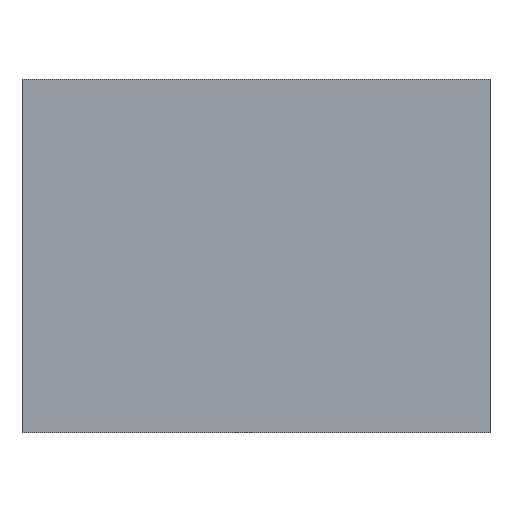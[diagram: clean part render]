
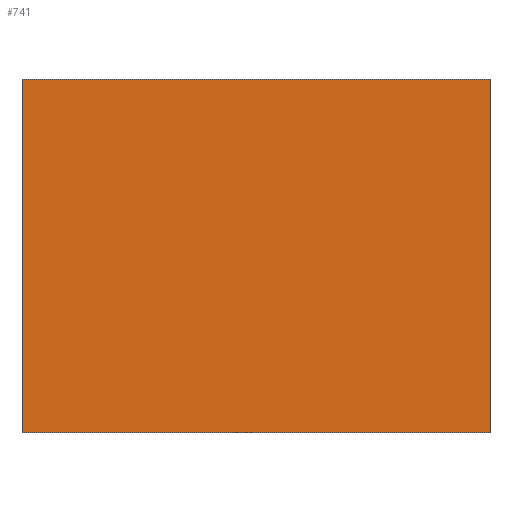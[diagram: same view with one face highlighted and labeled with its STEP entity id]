
A CAD part, front view. The second image highlights one B-rep face of the part: STEP entity #741.
In plain terms, the highlighted planar face has unit normal (0, -1, 0).
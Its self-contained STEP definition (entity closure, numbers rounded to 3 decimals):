
#2=DIRECTION('',(1.,0.,0.));
#3=VECTOR('',#2,463.);
#4=CARTESIAN_POINT('',(-231.5,0.,175.));
#5=LINE('',#4,#3);
#6=DIRECTION('',(0.,0.,-1.));
#7=VECTOR('',#6,350.);
#8=CARTESIAN_POINT('',(231.5,0.,175.));
#9=LINE('',#8,#7);
#10=DIRECTION('',(-1.,0.,0.));
#11=VECTOR('',#10,463.);
#12=CARTESIAN_POINT('',(231.5,0.,-175.));
#13=LINE('',#12,#11);
#14=DIRECTION('',(0.,0.,1.));
#15=VECTOR('',#14,350.);
#16=CARTESIAN_POINT('',(-231.5,0.,-175.));
#17=LINE('',#16,#15);
#546=CARTESIAN_POINT('',(-231.5,0.,175.));
#547=CARTESIAN_POINT('',(231.5,0.,175.));
#548=VERTEX_POINT('',#546);
#549=VERTEX_POINT('',#547);
#550=CARTESIAN_POINT('',(231.5,0.,-175.));
#551=VERTEX_POINT('',#550);
#552=CARTESIAN_POINT('',(-231.5,0.,-175.));
#553=VERTEX_POINT('',#552);
#726=CARTESIAN_POINT('',(0.,0.,0.));
#727=DIRECTION('',(0.,1.,0.));
#728=DIRECTION('',(1.,0.,0.));
#729=AXIS2_PLACEMENT_3D('',#726,#727,#728);
#730=PLANE('',#729);
#732=ORIENTED_EDGE('',*,*,#731,.T.);
#734=ORIENTED_EDGE('',*,*,#733,.T.);
#736=ORIENTED_EDGE('',*,*,#735,.T.);
#738=ORIENTED_EDGE('',*,*,#737,.T.);
#739=EDGE_LOOP('',(#732,#734,#736,#738));
#740=FACE_OUTER_BOUND('',#739,.F.);
#741=ADVANCED_FACE('',(#740),#730,.F.);
#731=EDGE_CURVE('',#548,#549,#5,.T.);
#733=EDGE_CURVE('',#549,#551,#9,.T.);
#735=EDGE_CURVE('',#551,#553,#13,.T.);
#737=EDGE_CURVE('',#553,#548,#17,.T.);
